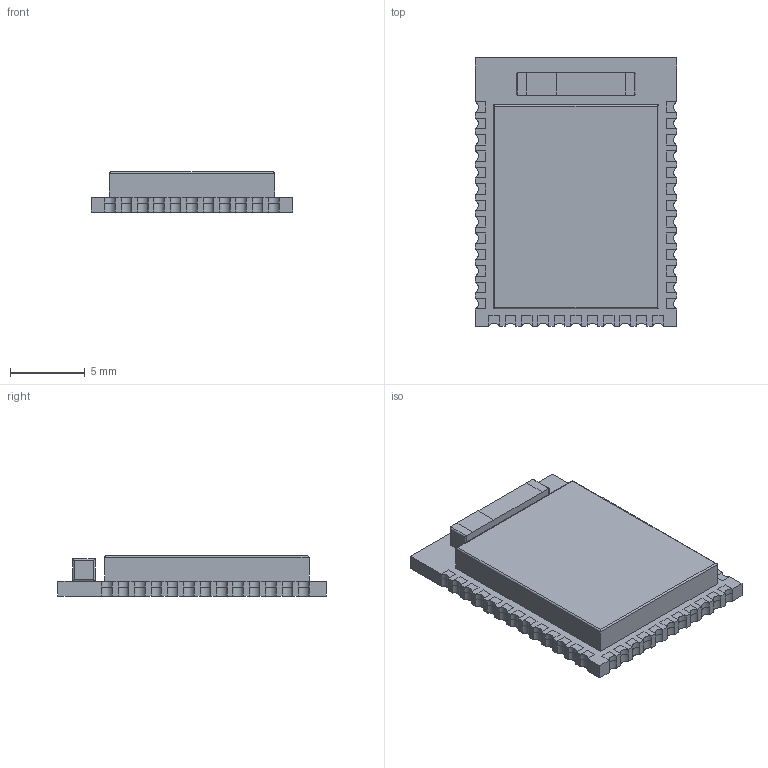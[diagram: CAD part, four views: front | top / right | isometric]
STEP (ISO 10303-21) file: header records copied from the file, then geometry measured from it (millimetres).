
FILE_DESCRIPTION(('FreeCAD Model'),'2;1');
FILE_NAME('Open CASCADE Shape Model','2023-04-23T23:38:37',(''),(''), 'Open CASCADE STEP processor 7.6','FreeCAD','Unknown');
FILE_SCHEMA(('AUTOMOTIVE_DESIGN { 1 0 10303 214 1 1 1 1 }'));
Length unit declared in the file: millimetre
Products named in the file (1): Holyiot18010
Bounding box: 13.5 x 18 x 2.7 mm (x, y, z)
Volume: 515.6 mm3; surface area: 657.8 mm2
Topology: 1 solids, 1 shells, 234 faces, 696 edges, 484 vertices
Faces by surface type: plane 148, cylinder 86
Entity records: 18592 total; most frequent: CARTESIAN_POINT 3321, DIRECTION 2472, LINE 1719, VECTOR 1719, ORIENTED_EDGE 1392, PCURVE 1392, DEFINITIONAL_REPRESENTATION 1392, EDGE_CURVE 696
